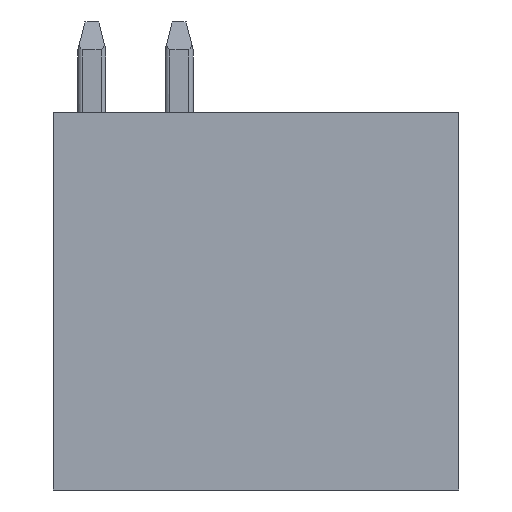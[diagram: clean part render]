
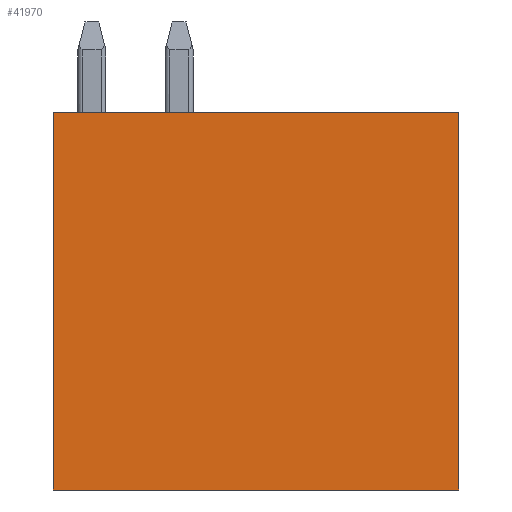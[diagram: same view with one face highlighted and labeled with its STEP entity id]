
A CAD part, front view. The second image highlights one B-rep face of the part: STEP entity #41970.
In plain terms, the highlighted planar face has unit normal (0, -1, 0).
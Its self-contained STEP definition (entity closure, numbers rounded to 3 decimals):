
#10211=DIRECTION('',(0.,0.,1.));
#10212=VECTOR('',#10211,10.8);
#10213=CARTESIAN_POINT('',(-5.49,-74.3,-6.62));
#10214=LINE('',#10213,#10212);
#10215=DIRECTION('',(1.,0.,0.));
#10216=VECTOR('',#10215,11.6);
#10217=CARTESIAN_POINT('',(-5.49,-74.3,4.18));
#10218=LINE('',#10217,#10216);
#10219=DIRECTION('',(0.,0.,-1.));
#10220=VECTOR('',#10219,10.8);
#10221=CARTESIAN_POINT('',(6.11,-74.3,4.18));
#10222=LINE('',#10221,#10220);
#10223=DIRECTION('',(-1.,0.,0.));
#10224=VECTOR('',#10223,11.6);
#10225=CARTESIAN_POINT('',(6.11,-74.3,-6.62));
#10226=LINE('',#10225,#10224);
#24545=CARTESIAN_POINT('',(-5.49,-74.3,-6.62));
#24546=CARTESIAN_POINT('',(-5.49,-74.3,4.18));
#24547=VERTEX_POINT('',#24545);
#24548=VERTEX_POINT('',#24546);
#24549=CARTESIAN_POINT('',(6.11,-74.3,4.18));
#24550=VERTEX_POINT('',#24549);
#24551=CARTESIAN_POINT('',(6.11,-74.3,-6.62));
#24552=VERTEX_POINT('',#24551);
#41959=CARTESIAN_POINT('',(0.,-74.3,0.));
#41960=DIRECTION('',(0.,1.,0.));
#41961=DIRECTION('',(1.,0.,0.));
#41962=AXIS2_PLACEMENT_3D('',#41959,#41960,#41961);
#41963=PLANE('',#41962);
#41964=ORIENTED_EDGE('',*,*,#30673,.T.);
#41965=ORIENTED_EDGE('',*,*,#31180,.T.);
#41966=ORIENTED_EDGE('',*,*,#31349,.T.);
#41967=ORIENTED_EDGE('',*,*,#41953,.T.);
#41968=EDGE_LOOP('',(#41964,#41965,#41966,#41967));
#41969=FACE_OUTER_BOUND('',#41968,.F.);
#41970=ADVANCED_FACE('',(#41969),#41963,.F.);
#30673=EDGE_CURVE('',#24547,#24548,#10214,.T.);
#31180=EDGE_CURVE('',#24548,#24550,#10218,.T.);
#31349=EDGE_CURVE('',#24550,#24552,#10222,.T.);
#41953=EDGE_CURVE('',#24552,#24547,#10226,.T.);
